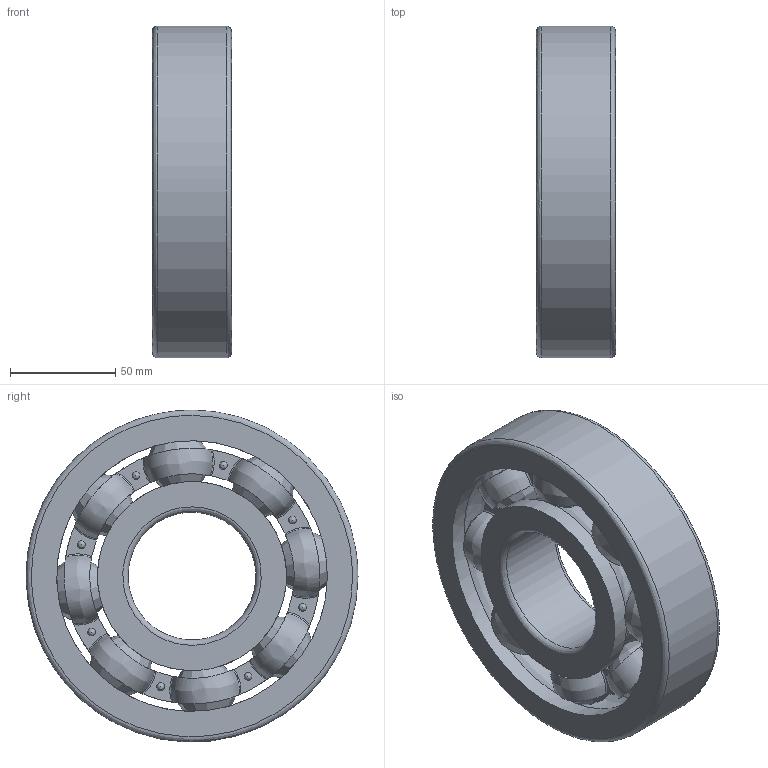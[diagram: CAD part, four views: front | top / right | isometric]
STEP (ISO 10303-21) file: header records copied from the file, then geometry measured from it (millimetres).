
FILE_DESCRIPTION(('FreeCAD Model'),'2;1');
FILE_NAME('Open CASCADE Shape Model','2025-05-05T03:18:03',('FreeCAD'),( 'FreeCAD'),'Open CASCADE STEP processor 7.6','FreeCAD','Unknown');
FILE_SCHEMA(('AUTOMOTIVE_DESIGN { 1 0 10303 214 1 1 1 1 }'));
Length unit declared in the file: millimetre
Products named in the file (1): Open CASCADE STEP translator 7.6 1
Bounding box: 37.64 x 157.84 x 157.79 mm (x, y, z)
Volume: 453888 mm3; surface area: 120545.7 mm2
Topology: 20 solids, 20 shells, 212 faces, 576 edges, 384 vertices
Faces by surface type: bspline 212
Entity records: 10638 total; most frequent: CARTESIAN_POINT 7573, ORIENTED_EDGE 1072, EDGE_CURVE 536, VERTEX_POINT 376, FACE_BOUND 264, EDGE_LOOP 256, B_SPLINE_CURVE_WITH_KNOTS 234, ADVANCED_FACE 212
